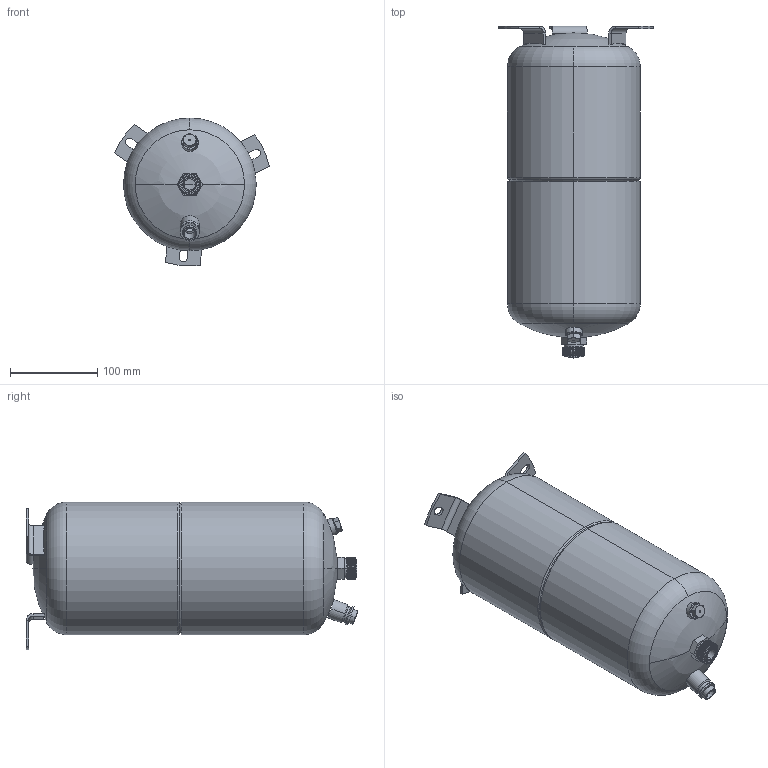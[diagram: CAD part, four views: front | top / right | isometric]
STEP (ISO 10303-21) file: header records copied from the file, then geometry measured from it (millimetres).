
FILE_DESCRIPTION((''),'2;1');
FILE_NAME('118U601008','2023-04-03T16:25:49',('U375483'),('DANFOSS COMMERCIAL COMPRESSOR'),'CREO PARAMETRIC BY PTC INC, 2022124','CREO PARAMETRIC BY PTC INC, 2022124','');
FILE_SCHEMA(('CONFIG_CONTROL_DESIGN'));
Length unit declared in the file: millimetre
Products named in the file (1): 118U601008
Bounding box: 177.87 x 381.02 x 169.89 mm (x, y, z)
Surface area: 210035.1 mm2 (no closed solid volume)
Topology: 0 solids, 12 shells, 160 faces, 399 edges, 256 vertices
Faces by surface type: cylinder 70, plane 60, cone 18, torus 6, sphere 4, bspline 2
Entity records: 7963 total; most frequent: CARTESIAN_POINT 4144, DIRECTION 795, ORIENTED_EDGE 751, EDGE_CURVE 397, AXIS2_PLACEMENT_3D 309, VERTEX_POINT 256, EDGE_LOOP 180, VECTOR 177
